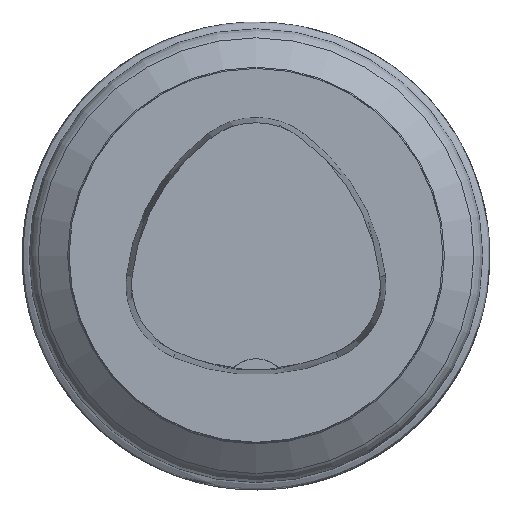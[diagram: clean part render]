
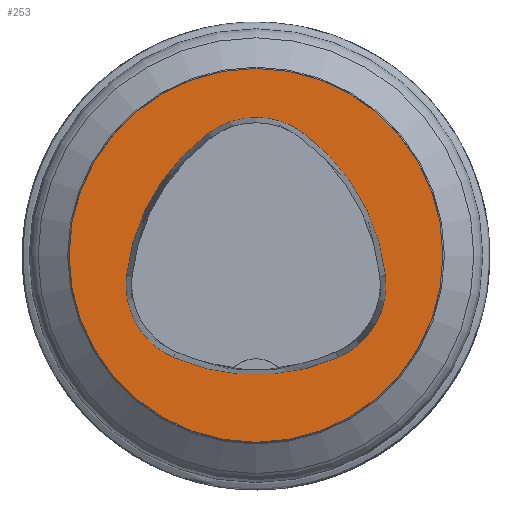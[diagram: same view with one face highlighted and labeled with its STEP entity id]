
A CAD part, top view. The second image highlights one B-rep face of the part: STEP entity #253.
In plain terms, the highlighted planar face has unit normal (0, 0, 1).
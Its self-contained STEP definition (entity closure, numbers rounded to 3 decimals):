
#189=PLANE('',#1100);
#253=ADVANCED_FACE('',(#376,#377),#189,.T.);
#376=FACE_BOUND('',#439,.T.);
#377=FACE_BOUND('',#440,.T.);
#439=EDGE_LOOP('',(#552,#553,#554,#555,#556,#557));
#440=EDGE_LOOP('',(#558));
#552=ORIENTED_EDGE('',*,*,#716,.T.);
#553=ORIENTED_EDGE('',*,*,#696,.T.);
#554=ORIENTED_EDGE('',*,*,#700,.T.);
#555=ORIENTED_EDGE('',*,*,#703,.T.);
#556=ORIENTED_EDGE('',*,*,#706,.T.);
#557=ORIENTED_EDGE('',*,*,#714,.T.);
#558=ORIENTED_EDGE('',*,*,#666,.F.);
#606=VERTEX_POINT('',#1465);
#636=VERTEX_POINT('',#1548);
#637=VERTEX_POINT('',#1549);
#640=VERTEX_POINT('',#1557);
#642=VERTEX_POINT('',#1563);
#644=VERTEX_POINT('',#1569);
#651=VERTEX_POINT('',#1590);
#666=EDGE_CURVE('',#606,#606,#729,.T.);
#696=EDGE_CURVE('',#636,#637,#751,.T.);
#700=EDGE_CURVE('',#637,#640,#753,.T.);
#703=EDGE_CURVE('',#640,#642,#755,.T.);
#706=EDGE_CURVE('',#642,#644,#757,.T.);
#714=EDGE_CURVE('',#644,#651,#761,.T.);
#716=EDGE_CURVE('',#651,#636,#763,.T.);
#729=CIRCLE('',#1029,40.);
#751=CIRCLE('',#1078,44.);
#753=CIRCLE('',#1081,17.);
#755=CIRCLE('',#1084,44.);
#757=CIRCLE('',#1087,17.);
#761=CIRCLE('',#1092,44.);
#763=CIRCLE('',#1095,17.);
#1029=AXIS2_PLACEMENT_3D('',#1464,#1187,#1188);
#1078=AXIS2_PLACEMENT_3D('',#1547,#1289,#1290);
#1081=AXIS2_PLACEMENT_3D('',#1556,#1297,#1298);
#1084=AXIS2_PLACEMENT_3D('',#1562,#1304,#1305);
#1087=AXIS2_PLACEMENT_3D('',#1568,#1311,#1312);
#1092=AXIS2_PLACEMENT_3D('',#1591,#1323,#1324);
#1095=AXIS2_PLACEMENT_3D('',#1594,#1329,#1330);
#1100=AXIS2_PLACEMENT_3D('',#1599,#1339,#1340);
#1187=DIRECTION('',(0.,0.,-1.));
#1188=DIRECTION('',(-1.,0.,0.));
#1289=DIRECTION('',(0.,0.,-1.));
#1290=DIRECTION('',(-1.,0.,0.));
#1297=DIRECTION('',(0.,0.,-1.));
#1298=DIRECTION('',(-1.,0.,0.));
#1304=DIRECTION('',(0.,0.,-1.));
#1305=DIRECTION('',(-1.,0.,0.));
#1311=DIRECTION('',(0.,0.,-1.));
#1312=DIRECTION('',(-1.,0.,0.));
#1323=DIRECTION('',(0.,0.,-1.));
#1324=DIRECTION('',(-1.,0.,0.));
#1329=DIRECTION('',(0.,0.,-1.));
#1330=DIRECTION('',(-1.,0.,0.));
#1339=DIRECTION('',(0.,0.,1.));
#1340=DIRECTION('',(1.,0.,0.));
#1464=CARTESIAN_POINT('',(0.,0.,0.));
#1465=CARTESIAN_POINT('',(-40.,0.,0.));
#1547=CARTESIAN_POINT('',(16.01,-9.224,0.));
#1548=CARTESIAN_POINT('',(-27.722,-4.378,0.));
#1549=CARTESIAN_POINT('',(-10.119,26.178,0.));
#1556=CARTESIAN_POINT('',(-0.023,12.5,0.));
#1557=CARTESIAN_POINT('',(10.049,26.194,0.));
#1562=CARTESIAN_POINT('',(-16.021,-9.25,0.));
#1563=CARTESIAN_POINT('',(27.71,-4.394,0.));
#1568=CARTESIAN_POINT('',(10.814,-6.27,0.));
#1569=CARTESIAN_POINT('',(17.611,-21.852,0.));
#1590=CARTESIAN_POINT('',(-17.652,-21.819,0.));
#1591=CARTESIAN_POINT('',(0.017,18.477,0.));
#1594=CARTESIAN_POINT('',(-10.825,-6.25,0.));
#1599=CARTESIAN_POINT('',(0.,0.,0.));
